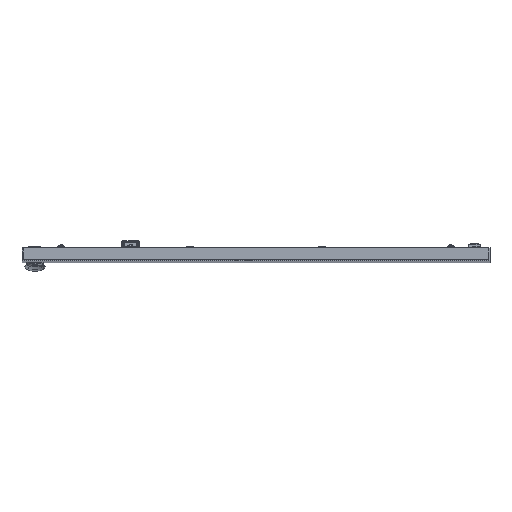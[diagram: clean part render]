
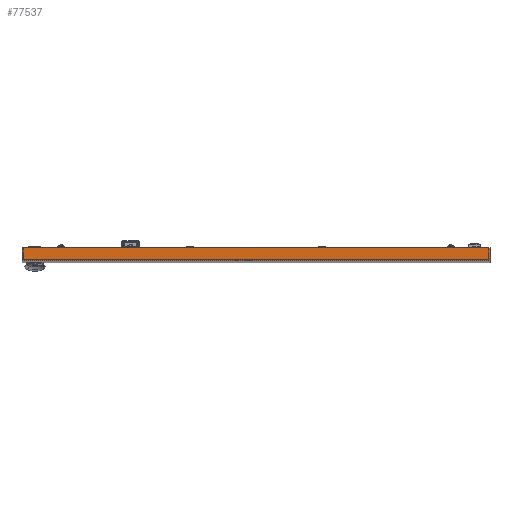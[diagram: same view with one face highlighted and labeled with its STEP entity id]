
A CAD part, top view. The second image highlights one B-rep face of the part: STEP entity #77537.
In plain terms, the highlighted planar face has unit normal (0, 0, 1).
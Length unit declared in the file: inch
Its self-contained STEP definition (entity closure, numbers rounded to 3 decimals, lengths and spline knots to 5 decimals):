
#3067 = DIRECTION ( 'NONE',  ( 0., -1., 0. ) ) ;
#3177 = EDGE_LOOP ( 'NONE', ( #81603, #118571, #73987, #29475 ) ) ;
#4686 = VECTOR ( 'NONE', #3067, 39.37008 ) ;
#5068 = CARTESIAN_POINT ( 'NONE',  ( -15.61024, -0.07874, 39.03543 ) ) ;
#18789 = LINE ( 'NONE', #47837, #27205 ) ;
#27205 = VECTOR ( 'NONE', #78073, 39.37008 ) ;
#29475 = ORIENTED_EDGE ( 'NONE', *, *, #76428, .F. ) ;
#30285 = CARTESIAN_POINT ( 'NONE',  ( 15.61024, -0.07874, 39.03543 ) ) ;
#30712 = VERTEX_POINT ( 'NONE', #5068 ) ;
#31392 = VERTEX_POINT ( 'NONE', #93570 ) ;
#32602 = VERTEX_POINT ( 'NONE', #124663 ) ;
#47837 = CARTESIAN_POINT ( 'NONE',  ( -15.61024, -0.07874, 39.03543 ) ) ;
#52342 = VECTOR ( 'NONE', #53129, 39.37008 ) ;
#53129 = DIRECTION ( 'NONE',  ( 1., 0., 0. ) ) ;
#53740 = LINE ( 'NONE', #82755, #52342 ) ;
#60248 = DIRECTION ( 'NONE',  ( 1., 0., 0. ) ) ;
#61483 = EDGE_CURVE ( 'NONE', #30712, #31392, #18789, .T. ) ;
#62598 = AXIS2_PLACEMENT_3D ( 'NONE', #71787, #73624, #73005 ) ;
#65588 = VERTEX_POINT ( 'NONE', #118865 ) ;
#71787 = CARTESIAN_POINT ( 'NONE',  ( -108.83815, -0.07874, 39.03543 ) ) ;
#73005 = DIRECTION ( 'NONE',  ( 0., 1., 0. ) ) ;
#73323 = EDGE_CURVE ( 'NONE', #65588, #32602, #107903, .T. ) ;
#73624 = DIRECTION ( 'NONE',  ( 0., 0., -1. ) ) ;
#73987 = ORIENTED_EDGE ( 'NONE', *, *, #73323, .F. ) ;
#76428 = EDGE_CURVE ( 'NONE', #31392, #65588, #53740, .T. ) ;
#77537 = ADVANCED_FACE ( 'NONE', ( #102667 ), #83722, .F. ) ;
#78073 = DIRECTION ( 'NONE',  ( 0., 1., 0. ) ) ;
#81603 = ORIENTED_EDGE ( 'NONE', *, *, #61483, .F. ) ;
#82755 = CARTESIAN_POINT ( 'NONE',  ( -108.83815, 0.7874, 39.03543 ) ) ;
#83722 = PLANE ( 'NONE',  #62598 ) ;
#84663 = VECTOR ( 'NONE', #60248, 39.37008 ) ;
#93570 = CARTESIAN_POINT ( 'NONE',  ( -15.61024, 0.7874, 39.03543 ) ) ;
#102667 = FACE_OUTER_BOUND ( 'NONE', #3177, .T. ) ;
#107903 = LINE ( 'NONE', #30285, #4686 ) ;
#111956 = EDGE_CURVE ( 'NONE', #30712, #32602, #117714, .T. ) ;
#117714 = LINE ( 'NONE', #118344, #84663 ) ;
#118344 = CARTESIAN_POINT ( 'NONE',  ( 0., -0.07874, 39.03543 ) ) ;
#118571 = ORIENTED_EDGE ( 'NONE', *, *, #111956, .T. ) ;
#118865 = CARTESIAN_POINT ( 'NONE',  ( 15.61024, 0.7874, 39.03543 ) ) ;
#124663 = CARTESIAN_POINT ( 'NONE',  ( 15.61024, -0.07874, 39.03543 ) ) ;
